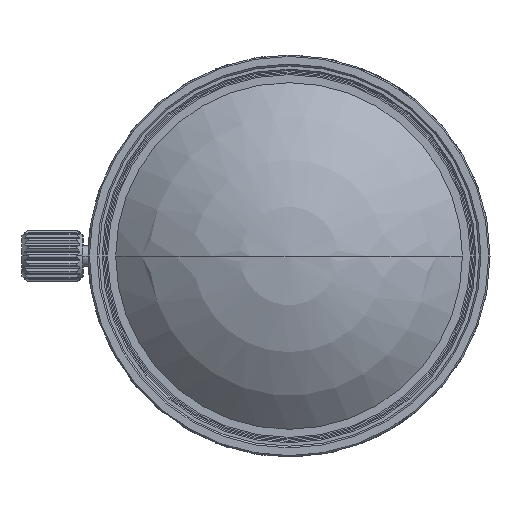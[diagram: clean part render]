
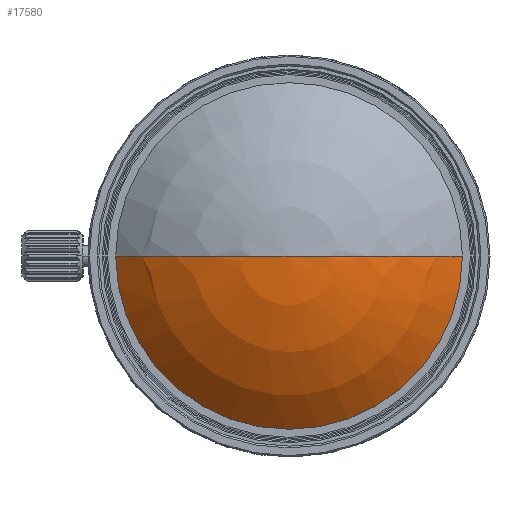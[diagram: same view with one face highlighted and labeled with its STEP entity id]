
A CAD part, left-side view. The second image highlights one B-rep face of the part: STEP entity #17580.
In plain terms, the highlighted spherical face has radius 18.4 mm.
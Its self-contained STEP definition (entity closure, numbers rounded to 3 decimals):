
#17517 = VERTEX_POINT('',#17518);
#17518 = CARTESIAN_POINT('',(15.53,13.15,0.));
#17525 = VERTEX_POINT('',#17526);
#17526 = CARTESIAN_POINT('',(15.53,-13.15,0.));
#17549 = EDGE_CURVE('',#17517,#17525,#17550,.T.);
#17550 = CIRCLE('',#17551,13.15);
#17551 = AXIS2_PLACEMENT_3D('',#17552,#17553,#17554);
#17552 = CARTESIAN_POINT('',(15.53,0.,0.));
#17553 = DIRECTION('',(-1.,0.,0.));
#17554 = DIRECTION('',(0.,1.,0.));
#17580 = ADVANCED_FACE('',(#17581),#17600,.T.);
#17581 = FACE_BOUND('',#17582,.T.);
#17582 = EDGE_LOOP('',(#17583,#17584,#17593));
#17583 = ORIENTED_EDGE('',*,*,#17549,.T.);
#17584 = ORIENTED_EDGE('',*,*,#17585,.T.);
#17585 = EDGE_CURVE('',#17525,#17586,#17588,.T.);
#17586 = VERTEX_POINT('',#17587);
#17587 = CARTESIAN_POINT('',(10.,0.,0.));
#17588 = CIRCLE('',#17589,18.4);
#17589 = AXIS2_PLACEMENT_3D('',#17590,#17591,#17592);
#17590 = CARTESIAN_POINT('',(28.4,0.,0.));
#17591 = DIRECTION('',(0.,0.,-1.));
#17592 = DIRECTION('',(-0.699,-0.715,-0.));
#17593 = ORIENTED_EDGE('',*,*,#17594,.F.);
#17594 = EDGE_CURVE('',#17517,#17586,#17595,.T.);
#17595 = CIRCLE('',#17596,18.4);
#17596 = AXIS2_PLACEMENT_3D('',#17597,#17598,#17599);
#17597 = CARTESIAN_POINT('',(28.4,0.,0.));
#17598 = DIRECTION('',(0.,0.,1.));
#17599 = DIRECTION('',(-0.699,0.715,0.));
#17600 = SPHERICAL_SURFACE('',#17601,18.4);
#17601 = AXIS2_PLACEMENT_3D('',#17602,#17603,#17604);
#17602 = CARTESIAN_POINT('',(28.4,0.,0.));
#17603 = DIRECTION('',(1.,0.,0.));
#17604 = DIRECTION('',(0.,-1.,0.));
